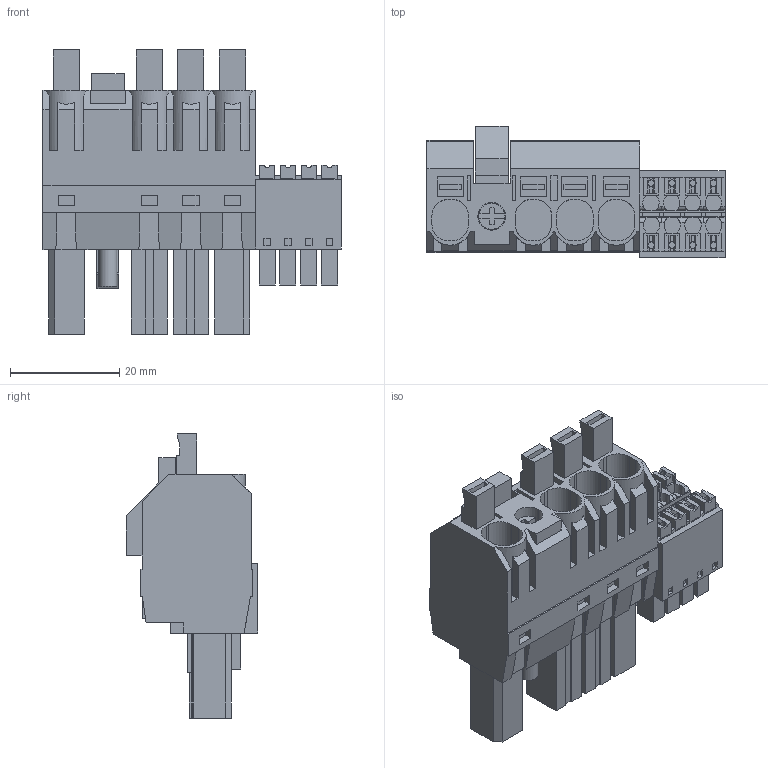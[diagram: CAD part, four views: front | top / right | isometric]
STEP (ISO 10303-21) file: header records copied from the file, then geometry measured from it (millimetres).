
FILE_DESCRIPTION(('CATIA V5 STEP Exchange','CAx-IF Rec.Pracs.--- Model Styling and Organization---1.4--- 2014-01-23'),'2;1');
FILE_NAME ('139968-3_0_2629140000_2629140000.stp','2023-09-07T12:39:04+00:00',('none'),('Weidmueller'),'CATIA Version 5-6 Release 2016 SP3 HF44','CATIA V5 STEP AP214','none');
FILE_SCHEMA(('AUTOMOTIVE_DESIGN { 1 0 10303 214 1 1 1 1 }'));
Length unit declared in the file: millimetre
Products named in the file (1): 2629140000
Bounding box: 54.65 x 24.13 x 52.11 mm (x, y, z)
Volume: 25947 mm3; surface area: 14840.8 mm2
Topology: 15 solids, 15 shells, 958 faces, 2645 edges, 1767 vertices
Faces by surface type: plane 858, cylinder 100
Entity records: 28652 total; most frequent: CARTESIAN_POINT 5646, ORIENTED_EDGE 5290, DIRECTION 3776, EDGE_CURVE 2645, VECTOR 2341, LINE 2341, VERTEX_POINT 1767, EDGE_LOOP 1026
